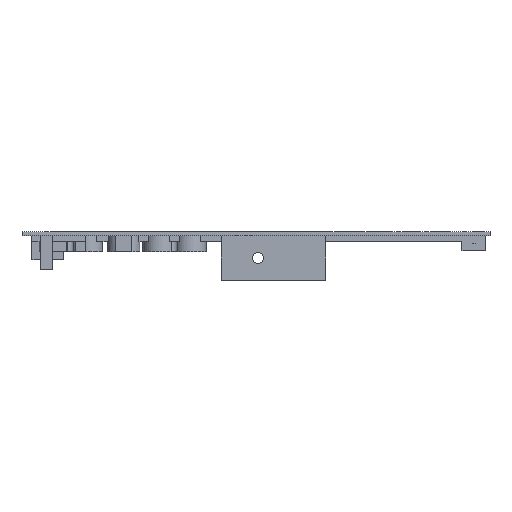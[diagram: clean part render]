
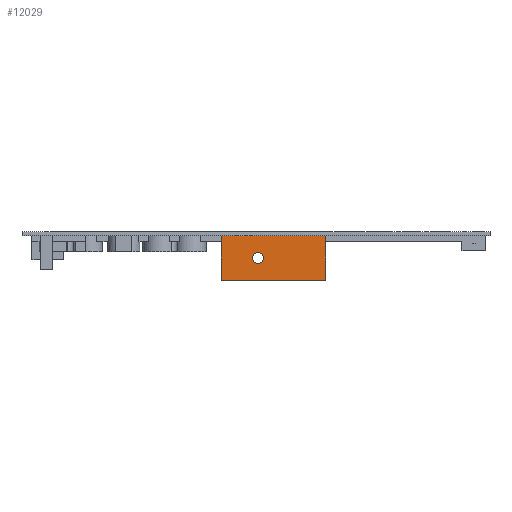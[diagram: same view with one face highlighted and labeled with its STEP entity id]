
A CAD part, front view. The second image highlights one B-rep face of the part: STEP entity #12029.
In plain terms, the highlighted planar face has unit normal (0, -1, 0).
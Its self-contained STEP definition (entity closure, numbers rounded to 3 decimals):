
#287 = LINE ( 'NONE', #6954, #14114 ) ;
#504 = AXIS2_PLACEMENT_3D ( 'NONE', #14115, #2059, #889 ) ;
#765 = VERTEX_POINT ( 'NONE', #7170 ) ;
#783 = ORIENTED_EDGE ( 'NONE', *, *, #5408, .T. ) ;
#889 = DIRECTION ( 'NONE',  ( 0., 0., 1. ) ) ;
#1251 = DIRECTION ( 'NONE',  ( 0., -1., 0. ) ) ;
#1501 = ORIENTED_EDGE ( 'NONE', *, *, #12661, .T. ) ;
#1771 = DIRECTION ( 'NONE',  ( 0., 0., 1. ) ) ;
#1914 = PLANE ( 'NONE',  #504 ) ;
#1977 = CIRCLE ( 'NONE', #9245, 1.425 ) ;
#2059 = DIRECTION ( 'NONE',  ( 0., 1., 0. ) ) ;
#2879 = LINE ( 'NONE', #2954, #4497 ) ;
#2954 = CARTESIAN_POINT ( 'NONE',  ( 49.838, 4.215, -39.822 ) ) ;
#3399 = VECTOR ( 'NONE', #7499, 1000. ) ;
#3706 = ORIENTED_EDGE ( 'NONE', *, *, #12179, .F. ) ;
#3820 = CARTESIAN_POINT ( 'NONE',  ( 49.838, 4.215, -11.226 ) ) ;
#4296 = VERTEX_POINT ( 'NONE', #13321 ) ;
#4497 = VECTOR ( 'NONE', #1771, 1000. ) ;
#4752 = EDGE_CURVE ( 'NONE', #5068, #765, #1977, .T. ) ;
#4785 = CARTESIAN_POINT ( 'NONE',  ( 49.838, 4.215, 0. ) ) ;
#5068 = VERTEX_POINT ( 'NONE', #9508 ) ;
#5359 = FACE_BOUND ( 'NONE', #14419, .T. ) ;
#5408 = EDGE_CURVE ( 'NONE', #4296, #7854, #10888, .T. ) ;
#6153 = AXIS2_PLACEMENT_3D ( 'NONE', #6290, #9598, #14088 ) ;
#6290 = CARTESIAN_POINT ( 'NONE',  ( 59., 4.215, -5.613 ) ) ;
#6462 = LINE ( 'NONE', #8747, #6744 ) ;
#6744 = VECTOR ( 'NONE', #13232, 1000. ) ;
#6948 = CARTESIAN_POINT ( 'NONE',  ( 75.967, 4.215, -11.226 ) ) ;
#6954 = CARTESIAN_POINT ( 'NONE',  ( 75.967, 4.215, -11.226 ) ) ;
#7010 = ORIENTED_EDGE ( 'NONE', *, *, #13844, .F. ) ;
#7101 = CIRCLE ( 'NONE', #6153, 1.425 ) ;
#7170 = CARTESIAN_POINT ( 'NONE',  ( 59., 4.215, -7.038 ) ) ;
#7499 = DIRECTION ( 'NONE',  ( -1., 0., 0. ) ) ;
#7854 = VERTEX_POINT ( 'NONE', #4785 ) ;
#8209 = EDGE_CURVE ( 'NONE', #11228, #4296, #6462, .T. ) ;
#8273 = VERTEX_POINT ( 'NONE', #3820 ) ;
#8316 = EDGE_LOOP ( 'NONE', ( #3706, #1501, #12669, #783 ) ) ;
#8747 = CARTESIAN_POINT ( 'NONE',  ( 75.967, 4.215, -39.822 ) ) ;
#8965 = DIRECTION ( 'NONE',  ( 0., 0., -1. ) ) ;
#9245 = AXIS2_PLACEMENT_3D ( 'NONE', #11246, #1251, #8965 ) ;
#9508 = CARTESIAN_POINT ( 'NONE',  ( 59., 4.215, -4.188 ) ) ;
#9598 = DIRECTION ( 'NONE',  ( 0., -1., 0. ) ) ;
#10013 = ORIENTED_EDGE ( 'NONE', *, *, #4752, .F. ) ;
#10880 = FACE_OUTER_BOUND ( 'NONE', #8316, .T. ) ;
#10888 = LINE ( 'NONE', #12940, #3399 ) ;
#11228 = VERTEX_POINT ( 'NONE', #6948 ) ;
#11246 = CARTESIAN_POINT ( 'NONE',  ( 59., 4.215, -5.613 ) ) ;
#11302 = DIRECTION ( 'NONE',  ( 1., 0., 0. ) ) ;
#12029 = ADVANCED_FACE ( 'NONE', ( #5359, #10880 ), #1914, .F. ) ;
#12179 = EDGE_CURVE ( 'NONE', #8273, #7854, #2879, .T. ) ;
#12661 = EDGE_CURVE ( 'NONE', #8273, #11228, #287, .T. ) ;
#12669 = ORIENTED_EDGE ( 'NONE', *, *, #8209, .T. ) ;
#12940 = CARTESIAN_POINT ( 'NONE',  ( 75.967, 4.215, 0. ) ) ;
#13232 = DIRECTION ( 'NONE',  ( 0., 0., 1. ) ) ;
#13321 = CARTESIAN_POINT ( 'NONE',  ( 75.967, 4.215, 0. ) ) ;
#13844 = EDGE_CURVE ( 'NONE', #765, #5068, #7101, .T. ) ;
#14088 = DIRECTION ( 'NONE',  ( 0., 0., -1. ) ) ;
#14114 = VECTOR ( 'NONE', #11302, 1000. ) ;
#14115 = CARTESIAN_POINT ( 'NONE',  ( 75.967, 4.215, -39.822 ) ) ;
#14419 = EDGE_LOOP ( 'NONE', ( #7010, #10013 ) ) ;
